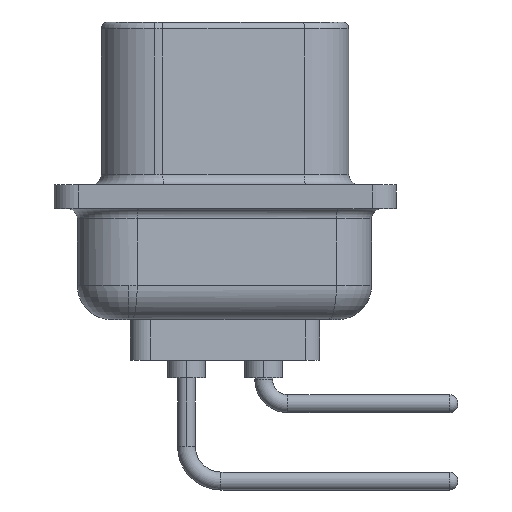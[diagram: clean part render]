
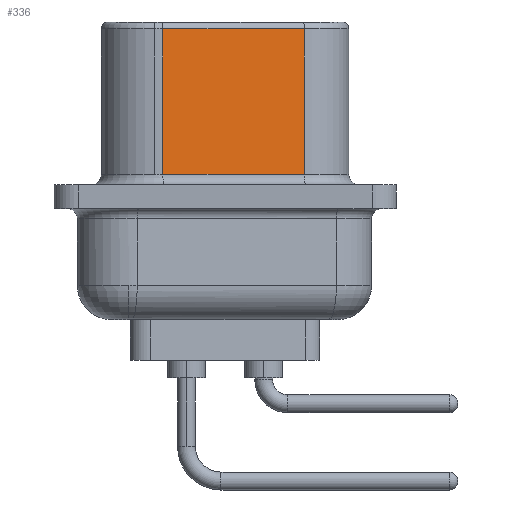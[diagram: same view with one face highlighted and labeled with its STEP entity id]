
A CAD part, left-side view. The second image highlights one B-rep face of the part: STEP entity #336.
In plain terms, the highlighted planar face has unit normal (-0.987, -0.159, 0).
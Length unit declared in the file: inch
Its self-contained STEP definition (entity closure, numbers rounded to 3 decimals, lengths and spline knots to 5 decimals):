
#336 = ADVANCED_FACE ( 'NONE', ( #3461 ), #3527, .F. ) ;
#338 = ORIENTED_EDGE ( 'NONE', *, *, #15993, .T. ) ;
#343 = EDGE_LOOP ( 'NONE', ( #338, #345, #448, #442 ) ) ;
#345 = ORIENTED_EDGE ( 'NONE', *, *, #347, .T. ) ;
#347 = EDGE_CURVE ( 'NONE', #15947, #412, #3514, .T. ) ;
#410 = EDGE_CURVE ( 'NONE', #413, #412, #3661, .T. ) ;
#412 = VERTEX_POINT ( 'NONE', #3657 ) ;
#413 = VERTEX_POINT ( 'NONE', #3656 ) ;
#442 = ORIENTED_EDGE ( 'NONE', *, *, #443, .T. ) ;
#443 = EDGE_CURVE ( 'NONE', #413, #19902, #3735, .T. ) ;
#448 = ORIENTED_EDGE ( 'NONE', *, *, #410, .F. ) ;
#3461 = FACE_OUTER_BOUND ( 'NONE', #343, .T. ) ;
#3511 = DIRECTION ( 'NONE',  ( 0.159, -0.987, 0. ) ) ;
#3512 = VECTOR ( 'NONE', #3511, 39.37008 ) ;
#3513 = CARTESIAN_POINT ( 'NONE',  ( 0.29169, 0.13326, 0.015 ) ) ;
#3514 = LINE ( 'NONE', #3513, #3512 ) ;
#3521 = DIRECTION ( 'NONE',  ( -0.159, 0.987, 0. ) ) ;
#3522 = DIRECTION ( 'NONE',  ( 0.987, 0.159, 0. ) ) ;
#3524 = CARTESIAN_POINT ( 'NONE',  ( 0.29169, 0.13326, 0.236 ) ) ;
#3525 = AXIS2_PLACEMENT_3D ( 'NONE', #3524, #3522, #3521 ) ;
#3527 = PLANE ( 'NONE',  #3525 ) ;
#3656 = CARTESIAN_POINT ( 'NONE',  ( 0.29169, 0.13326, 0.226 ) ) ;
#3657 = CARTESIAN_POINT ( 'NONE',  ( 0.29169, 0.13326, 0.015 ) ) ;
#3658 = DIRECTION ( 'NONE',  ( 0., 0., -1. ) ) ;
#3659 = VECTOR ( 'NONE', #3658, 39.37008 ) ;
#3660 = CARTESIAN_POINT ( 'NONE',  ( 0.29169, 0.13326, 0.236 ) ) ;
#3661 = LINE ( 'NONE', #3660, #3659 ) ;
#3731 = DIRECTION ( 'NONE',  ( -0.159, 0.987, 0. ) ) ;
#3732 = VECTOR ( 'NONE', #3731, 39.37008 ) ;
#3733 = CARTESIAN_POINT ( 'NONE',  ( 0.29169, 0.13326, 0.226 ) ) ;
#3735 = LINE ( 'NONE', #3733, #3732 ) ;
#15947 = VERTEX_POINT ( 'NONE', #17040 ) ;
#15993 = EDGE_CURVE ( 'NONE', #19902, #15947, #17034, .T. ) ;
#17033 = CARTESIAN_POINT ( 'NONE',  ( 0.25869, 0.33826, 0.236 ) ) ;
#17034 = LINE ( 'NONE', #17033, #17101 ) ;
#17040 = CARTESIAN_POINT ( 'NONE',  ( 0.25869, 0.33826, 0.015 ) ) ;
#17100 = DIRECTION ( 'NONE',  ( 0., 0., -1. ) ) ;
#17101 = VECTOR ( 'NONE', #17100, 39.37008 ) ;
#18614 = CARTESIAN_POINT ( 'NONE',  ( 0.25869, 0.33826, 0.226 ) ) ;
#19902 = VERTEX_POINT ( 'NONE', #18614 ) ;
